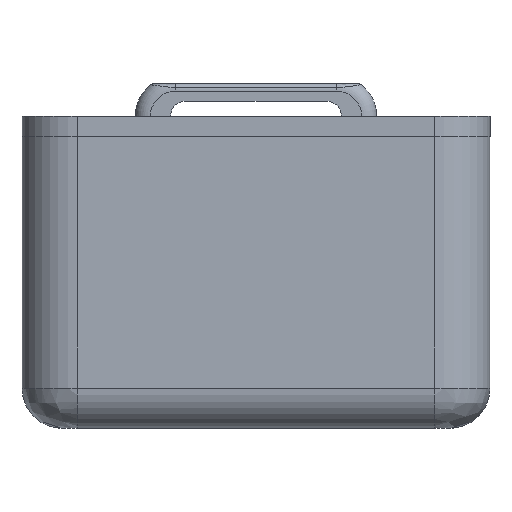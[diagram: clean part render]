
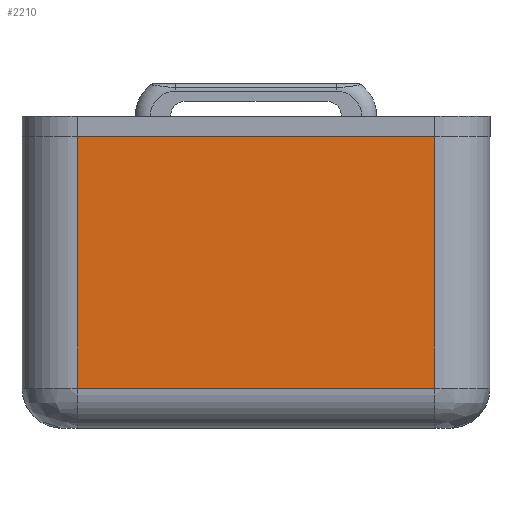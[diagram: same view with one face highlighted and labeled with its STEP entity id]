
A CAD part, left-side view. The second image highlights one B-rep face of the part: STEP entity #2210.
In plain terms, the highlighted planar face has unit normal (-1, 0, 0).
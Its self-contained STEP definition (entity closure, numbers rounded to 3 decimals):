
#90=PLANE('',#2447);
#245=FACE_OUTER_BOUND('',#386,.T.);
#386=EDGE_LOOP('',(#1955,#1956,#1957,#1958));
#545=LINE('',#4093,#730);
#567=LINE('',#4162,#752);
#568=LINE('',#4166,#753);
#569=LINE('',#4167,#754);
#730=VECTOR('',#2970,10.);
#752=VECTOR('',#3044,10.);
#753=VECTOR('',#3049,10.);
#754=VECTOR('',#3050,10.);
#1062=VERTEX_POINT('',#4083);
#1064=VERTEX_POINT('',#4089);
#1077=VERTEX_POINT('',#4161);
#1078=VERTEX_POINT('',#4165);
#1352=EDGE_CURVE('',#1062,#1064,#545,.T.);
#1381=EDGE_CURVE('',#1077,#1064,#567,.T.);
#1383=EDGE_CURVE('',#1078,#1062,#568,.T.);
#1384=EDGE_CURVE('',#1077,#1078,#569,.T.);
#1955=ORIENTED_EDGE('',*,*,#1383,.F.);
#1956=ORIENTED_EDGE('',*,*,#1384,.F.);
#1957=ORIENTED_EDGE('',*,*,#1381,.T.);
#1958=ORIENTED_EDGE('',*,*,#1352,.F.);
#2210=ADVANCED_FACE('',(#245),#90,.T.);
#2447=AXIS2_PLACEMENT_3D('',#4164,#3047,#3048);
#2970=DIRECTION('',(0.,1.,0.));
#3044=DIRECTION('',(0.,0.,-1.));
#3047=DIRECTION('center_axis',(-1.,0.,0.));
#3048=DIRECTION('ref_axis',(0.,1.,0.));
#3049=DIRECTION('',(0.,0.,-1.));
#3050=DIRECTION('',(0.,-1.,0.));
#4083=CARTESIAN_POINT('',(44.,53.5,-9.));
#4089=CARTESIAN_POINT('',(44.,89.,-9.));
#4093=CARTESIAN_POINT('',(44.,62.375,-9.));
#4161=CARTESIAN_POINT('',(44.,89.,16.));
#4162=CARTESIAN_POINT('',(44.,89.,0.));
#4164=CARTESIAN_POINT('Origin',(44.,53.5,0.));
#4165=CARTESIAN_POINT('',(44.,53.5,16.));
#4166=CARTESIAN_POINT('',(44.,53.5,0.));
#4167=CARTESIAN_POINT('',(44.,62.375,16.));
